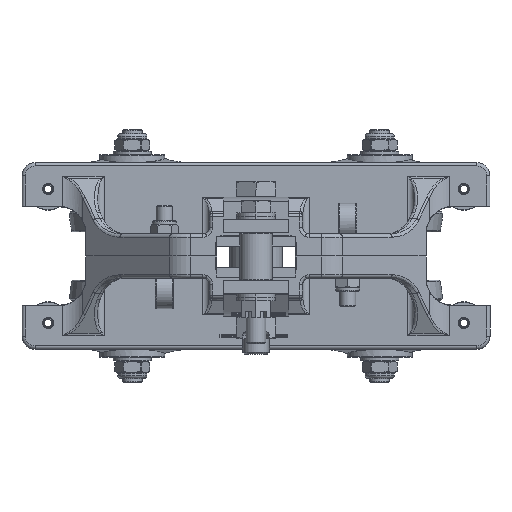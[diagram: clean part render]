
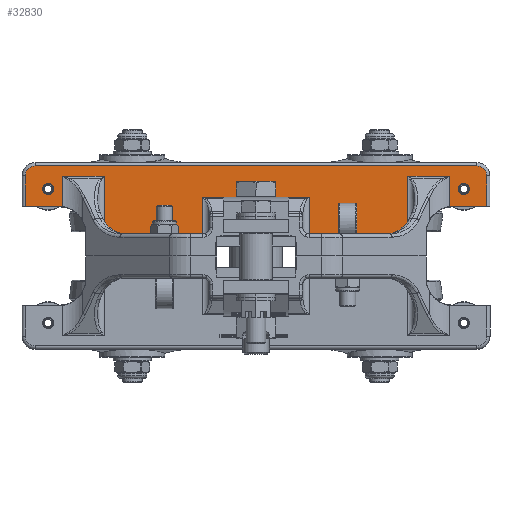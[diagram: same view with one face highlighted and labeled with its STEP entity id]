
A CAD part, front view. The second image highlights one B-rep face of the part: STEP entity #32830.
In plain terms, the highlighted planar face has unit normal (0, -1, 0).
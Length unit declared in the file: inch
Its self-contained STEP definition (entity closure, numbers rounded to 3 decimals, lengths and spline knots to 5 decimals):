
#25517=CARTESIAN_POINT('',(0.41447,0.03098,6.90625));
#25518=VERTEX_POINT('',#25517);
#25701=CARTESIAN_POINT('',(2.03633,0.03098,6.90625));
#25702=VERTEX_POINT('',#25701);
#25703=CARTESIAN_POINT('',(0.41447,0.03098,6.90625));
#25704=DIRECTION('',(1.0,0.0,0.0));
#25705=VECTOR('',#25704,1.62186);
#25706=LINE('',#25703,#25705);
#25707=EDGE_CURVE('',#25518,#25702,#25706,.T.);
#25741=CARTESIAN_POINT('',(0.41447,0.03098,10.96875));
#25742=VERTEX_POINT('',#25741);
#25752=CARTESIAN_POINT('',(0.41447,0.03098,10.96875));
#25753=DIRECTION('',(0.0,0.0,-1.0));
#25754=VECTOR('',#25753,4.0625);
#25755=LINE('',#25752,#25754);
#25756=EDGE_CURVE('',#25742,#25518,#25755,.T.);
#26800=CARTESIAN_POINT('',(2.03633,0.03098,10.96875));
#26801=VERTEX_POINT('',#26800);
#26809=CARTESIAN_POINT('',(2.03633,0.03098,10.96875));
#26810=DIRECTION('',(-1.0,0.0,0.0));
#26811=VECTOR('',#26810,1.62186);
#26812=LINE('',#26809,#26811);
#26813=EDGE_CURVE('',#26801,#25742,#26812,.T.);
#27229=CARTESIAN_POINT('',(0.32008,0.03098,16.875));
#27230=VERTEX_POINT('',#27229);
#27231=CARTESIAN_POINT('',(0.10133,0.03098,16.875));
#27232=DIRECTION('',(0.0,1.0,0.0));
#27233=DIRECTION('',(1.0,0.0,0.0));
#27234=AXIS2_PLACEMENT_3D('',#27231,#27232,#27233);
#27235=CIRCLE('',#27234,0.21875);
#27236=EDGE_CURVE('',#27230,#27230,#27235,.T.);
#27246=CARTESIAN_POINT('',(0.32008,0.03098,1.));
#27247=VERTEX_POINT('',#27246);
#27248=CARTESIAN_POINT('',(0.10133,0.03098,1.));
#27249=DIRECTION('',(0.0,1.0,0.0));
#27250=DIRECTION('',(1.0,0.0,0.0));
#27251=AXIS2_PLACEMENT_3D('',#27248,#27249,#27250);
#27252=CIRCLE('',#27251,0.21875);
#27253=EDGE_CURVE('',#27247,#27247,#27252,.T.);
#30389=CARTESIAN_POINT('',(0.77555,0.03098,16.33839));
#30390=VERTEX_POINT('',#30389);
#30465=CARTESIAN_POINT('',(0.7707,0.03098,16.4375));
#30466=VERTEX_POINT('',#30465);
#30474=CARTESIAN_POINT('',(1.78633,0.03098,16.4375));
#30475=DIRECTION('',(0.,-1.0,0.));
#30476=DIRECTION('',(-0.999,0.,-0.05));
#30477=AXIS2_PLACEMENT_3D('',#30474,#30475,#30476);
#30478=CIRCLE('',#30477,1.01563);
#30479=EDGE_CURVE('',#30466,#30390,#30478,.T.);
#30510=CARTESIAN_POINT('',(0.7707,0.03098,17.75));
#30511=VERTEX_POINT('',#30510);
#30519=CARTESIAN_POINT('',(0.7707,0.03098,17.75));
#30520=DIRECTION('',(0.0,0.0,-1.0));
#30521=VECTOR('',#30520,1.3125);
#30522=LINE('',#30519,#30521);
#30523=EDGE_CURVE('',#30511,#30466,#30522,.T.);
#30615=CARTESIAN_POINT('',(-0.40117,0.03098,17.75));
#30616=VERTEX_POINT('',#30615);
#30624=CARTESIAN_POINT('',(-0.40117,0.03098,17.75));
#30625=DIRECTION('',(1.0,0.0,0.0));
#30626=VECTOR('',#30625,1.17188);
#30627=LINE('',#30624,#30626);
#30628=EDGE_CURVE('',#30616,#30511,#30627,.T.);
#30712=CARTESIAN_POINT('',(0.7707,0.03098,0.125));
#30713=VERTEX_POINT('',#30712);
#30722=CARTESIAN_POINT('',(0.7707,0.03098,1.4375));
#30723=VERTEX_POINT('',#30722);
#30731=CARTESIAN_POINT('',(0.7707,0.03098,1.4375));
#30732=DIRECTION('',(0.0,0.0,-1.0));
#30733=VECTOR('',#30732,1.3125);
#30734=LINE('',#30731,#30733);
#30735=EDGE_CURVE('',#30723,#30713,#30734,.T.);
#30771=CARTESIAN_POINT('',(0.77555,0.03098,1.53661));
#30772=VERTEX_POINT('',#30771);
#30780=CARTESIAN_POINT('',(1.78633,0.03098,1.4375));
#30781=DIRECTION('',(0.,-1.0,0.));
#30782=DIRECTION('',(-0.999,0.,0.05));
#30783=AXIS2_PLACEMENT_3D('',#30780,#30781,#30782);
#30784=CIRCLE('',#30783,1.01563);
#30785=EDGE_CURVE('',#30772,#30723,#30784,.T.);
#31255=CARTESIAN_POINT('',(2.03633,0.03098,3.13938));
#31256=VERTEX_POINT('',#31255);
#31257=CARTESIAN_POINT('',(2.03633,0.03098,6.90625));
#31258=DIRECTION('',(0.0,0.0,-1.0));
#31259=VECTOR('',#31258,3.76687);
#31260=LINE('',#31257,#31259);
#31261=EDGE_CURVE('',#25702,#31256,#31260,.T.);
#31452=CARTESIAN_POINT('',(2.03633,0.03098,14.73562));
#31453=VERTEX_POINT('',#31452);
#31461=CARTESIAN_POINT('',(2.03633,0.03098,14.73562));
#31462=DIRECTION('',(0.0,0.0,-1.0));
#31463=VECTOR('',#31462,3.76687);
#31464=LINE('',#31461,#31463);
#31465=EDGE_CURVE('',#31453,#26801,#31464,.T.);
#31727=CARTESIAN_POINT('',(-0.39382,0.03098,16.33839));
#31728=VERTEX_POINT('',#31727);
#31756=CARTESIAN_POINT('',(0.77555,0.03098,16.33839));
#31757=DIRECTION('',(-1.0,0.0,0.0));
#31758=VECTOR('',#31757,1.16937);
#31759=LINE('',#31756,#31758);
#31760=EDGE_CURVE('',#30390,#31728,#31759,.T.);
#31983=CARTESIAN_POINT('',(-0.39382,0.03098,1.53661));
#31984=VERTEX_POINT('',#31983);
#32064=CARTESIAN_POINT('',(-0.39382,0.03098,3.13938));
#32065=VERTEX_POINT('',#32064);
#32351=CARTESIAN_POINT('',(-0.39382,0.03098,3.13938));
#32352=DIRECTION('',(0.0,0.0,-1.0));
#32353=VECTOR('',#32352,1.60277);
#32354=LINE('',#32351,#32353);
#32355=EDGE_CURVE('',#32065,#31984,#32354,.T.);
#32594=CARTESIAN_POINT('',(-0.39382,0.03098,14.73562));
#32595=VERTEX_POINT('',#32594);
#32689=CARTESIAN_POINT('',(-0.39382,0.03098,14.73562));
#32690=DIRECTION('',(1.0,0.0,0.0));
#32691=VECTOR('',#32690,2.43015);
#32692=LINE('',#32689,#32691);
#32693=EDGE_CURVE('',#32595,#31453,#32692,.T.);
#32705=CARTESIAN_POINT('',(-0.39382,0.03098,16.33839));
#32706=DIRECTION('',(0.0,0.0,-1.0));
#32707=VECTOR('',#32706,1.60277);
#32708=LINE('',#32705,#32707);
#32709=EDGE_CURVE('',#31728,#32595,#32708,.T.);
#32746=CARTESIAN_POINT('',(2.03633,0.03098,3.13938));
#32747=DIRECTION('',(-1.0,0.0,0.0));
#32748=VECTOR('',#32747,2.43015);
#32749=LINE('',#32746,#32748);
#32750=EDGE_CURVE('',#31256,#32065,#32749,.T.);
#32764=CARTESIAN_POINT('',(1.03633,0.03098,0.0));
#32765=DIRECTION('',(0.0,-1.0,0.0));
#32766=DIRECTION('',(0.0,0.0,-1.0));
#32767=AXIS2_PLACEMENT_3D('',#32764,#32765,#32766);
#32768=PLANE('',#32767);
#32769=ORIENTED_EDGE('',*,*,#25756,.F.);
#32770=ORIENTED_EDGE('',*,*,#26813,.F.);
#32771=ORIENTED_EDGE('',*,*,#31465,.F.);
#32772=ORIENTED_EDGE('',*,*,#32693,.F.);
#32773=ORIENTED_EDGE('',*,*,#32709,.F.);
#32774=ORIENTED_EDGE('',*,*,#31760,.F.);
#32775=ORIENTED_EDGE('',*,*,#30479,.F.);
#32776=ORIENTED_EDGE('',*,*,#30523,.F.);
#32777=ORIENTED_EDGE('',*,*,#30628,.F.);
#32778=CARTESIAN_POINT('',(-0.77617,0.03098,17.375));
#32779=VERTEX_POINT('',#32778);
#32780=CARTESIAN_POINT('',(-0.40117,0.03098,17.375));
#32781=DIRECTION('',(0.,1.0,0.));
#32782=DIRECTION('',(-0.707,0.,0.707));
#32783=AXIS2_PLACEMENT_3D('',#32780,#32781,#32782);
#32784=CIRCLE('',#32783,0.375);
#32785=EDGE_CURVE('',#32779,#30616,#32784,.T.);
#32786=ORIENTED_EDGE('',*,*,#32785,.F.);
#32787=CARTESIAN_POINT('',(-0.77617,0.03098,0.5));
#32788=VERTEX_POINT('',#32787);
#32789=CARTESIAN_POINT('',(-0.77617,0.03098,0.5));
#32790=DIRECTION('',(0.0,0.0,1.0));
#32791=VECTOR('',#32790,16.875);
#32792=LINE('',#32789,#32791);
#32793=EDGE_CURVE('',#32788,#32779,#32792,.T.);
#32794=ORIENTED_EDGE('',*,*,#32793,.F.);
#32795=CARTESIAN_POINT('',(-0.40117,0.03098,0.125));
#32796=VERTEX_POINT('',#32795);
#32797=CARTESIAN_POINT('',(-0.40117,0.03098,0.5));
#32798=DIRECTION('',(0.,1.,0.));
#32799=DIRECTION('',(-0.707,0.,-0.707));
#32800=AXIS2_PLACEMENT_3D('',#32797,#32798,#32799);
#32801=CIRCLE('',#32800,0.375);
#32802=EDGE_CURVE('',#32796,#32788,#32801,.T.);
#32803=ORIENTED_EDGE('',*,*,#32802,.F.);
#32804=CARTESIAN_POINT('',(0.7707,0.03098,0.125));
#32805=DIRECTION('',(-1.0,0.0,0.0));
#32806=VECTOR('',#32805,1.17188);
#32807=LINE('',#32804,#32806);
#32808=EDGE_CURVE('',#30713,#32796,#32807,.T.);
#32809=ORIENTED_EDGE('',*,*,#32808,.F.);
#32810=ORIENTED_EDGE('',*,*,#30735,.F.);
#32811=ORIENTED_EDGE('',*,*,#30785,.F.);
#32812=CARTESIAN_POINT('',(-0.39382,0.03098,1.53661));
#32813=DIRECTION('',(1.0,0.0,0.0));
#32814=VECTOR('',#32813,1.16937);
#32815=LINE('',#32812,#32814);
#32816=EDGE_CURVE('',#31984,#30772,#32815,.T.);
#32817=ORIENTED_EDGE('',*,*,#32816,.F.);
#32818=ORIENTED_EDGE('',*,*,#32355,.F.);
#32819=ORIENTED_EDGE('',*,*,#32750,.F.);
#32820=ORIENTED_EDGE('',*,*,#31261,.F.);
#32821=ORIENTED_EDGE('',*,*,#25707,.F.);
#32822=EDGE_LOOP('',(#32769,#32770,#32771,#32772,#32773,#32774,#32775,#32776,#32777,#32786,#32794,#32803,#32809,#32810,#32811,#32817,#32818,#32819,#32820,#32821));
#32823=FACE_OUTER_BOUND('',#32822,.T.);
#32824=ORIENTED_EDGE('',*,*,#27236,.T.);
#32825=EDGE_LOOP('',(#32824));
#32826=FACE_BOUND('',#32825,.T.);
#32827=ORIENTED_EDGE('',*,*,#27253,.T.);
#32828=EDGE_LOOP('',(#32827));
#32829=FACE_BOUND('',#32828,.T.);
#32830=ADVANCED_FACE('',(#32823,#32826,#32829),#32768,.T.);
